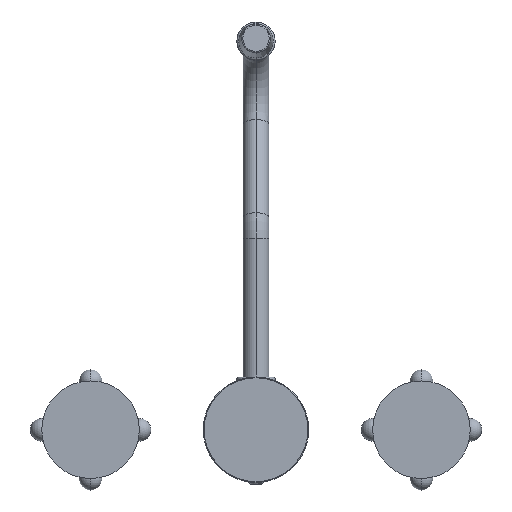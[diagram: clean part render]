
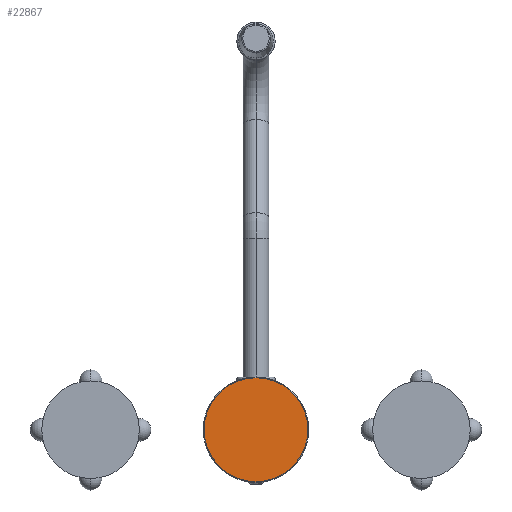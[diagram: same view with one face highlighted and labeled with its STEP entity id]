
A CAD part, front view. The second image highlights one B-rep face of the part: STEP entity #22867.
In plain terms, the highlighted planar face has unit normal (0, -1, 0).
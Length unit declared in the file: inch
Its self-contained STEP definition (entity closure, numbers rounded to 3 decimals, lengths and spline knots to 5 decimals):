
#20724=CARTESIAN_POINT('',(0.,0.,0.));
#20725=DIRECTION('',(0.,-1.,0.));
#20726=DIRECTION('',(1.,0.,0.));
#20727=AXIS2_PLACEMENT_3D('',#20724,#20725,#20726);
#20747=CARTESIAN_POINT('',(0.,0.,0.));
#20748=DIRECTION('',(0.,1.,0.));
#20749=DIRECTION('',(1.,0.,0.));
#20750=AXIS2_PLACEMENT_3D('',#20747,#20748,#20749);
#21144=CARTESIAN_POINT('',(1.255,0.,0.));
#21145=CARTESIAN_POINT('',(-1.255,0.,0.));
#21146=VERTEX_POINT('',#21144);
#21147=VERTEX_POINT('',#21145);
#22858=CARTESIAN_POINT('',(0.,0.,0.));
#22859=DIRECTION('',(0.,-1.,0.));
#22860=DIRECTION('',(-1.,0.,0.));
#22861=AXIS2_PLACEMENT_3D('',#22858,#22859,#22860);
#22862=PLANE('',#22861);
#22863=ORIENTED_EDGE('',*,*,#22838,.F.);
#22864=ORIENTED_EDGE('',*,*,#22852,.T.);
#22865=EDGE_LOOP('',(#22863,#22864));
#22866=FACE_OUTER_BOUND('',#22865,.F.);
#20728=CIRCLE('',#20727,1.255);
#20751=CIRCLE('',#20750,1.255);
#22838=EDGE_CURVE('',#21146,#21147,#20728,.T.);
#22852=EDGE_CURVE('',#21146,#21147,#20751,.T.);
#22867=ADVANCED_FACE('',(#22866),#22862,.T.);
